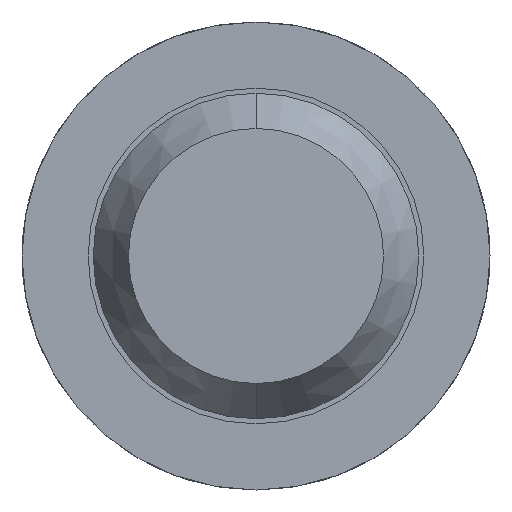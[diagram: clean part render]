
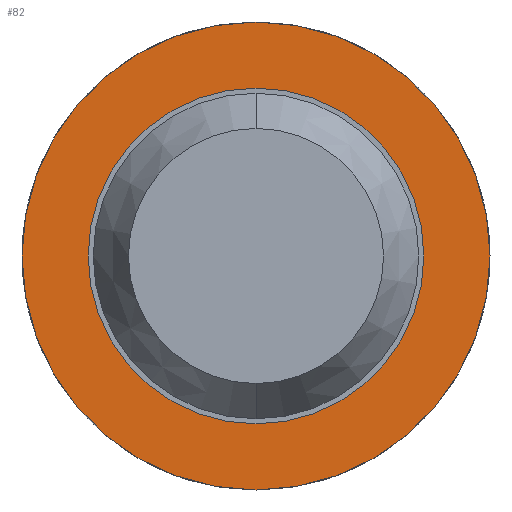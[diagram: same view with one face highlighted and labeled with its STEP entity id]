
A CAD part, front view. The second image highlights one B-rep face of the part: STEP entity #82.
In plain terms, the highlighted planar face has unit normal (0, -1, 0).
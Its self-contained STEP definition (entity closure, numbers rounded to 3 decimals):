
#52 = AXIS2_PLACEMENT_3D ( 'NONE', #2027, #4411, #4345 ) ;
#82 = ADVANCED_FACE ( 'Defeature ausgef�hrt2_8', ( #4270, #4140 ), #2789, .F. ) ;
#106 = CIRCLE ( 'NONE', #1469, 0.825 ) ;
#354 = CIRCLE ( 'NONE', #4125, 1.15 ) ;
#361 = CARTESIAN_POINT ( 'NONE',  ( 0., -1.7, 0. ) ) ;
#390 = CARTESIAN_POINT ( 'NONE',  ( 0., -1.7, -1.15 ) ) ;
#725 = CARTESIAN_POINT ( 'NONE',  ( 0., -1.7, 0. ) ) ;
#744 = ORIENTED_EDGE ( 'NONE', *, *, #4194, .F. ) ;
#1110 = DIRECTION ( 'NONE',  ( 0., 1., 0. ) ) ;
#1263 = ORIENTED_EDGE ( 'NONE', *, *, #4053, .T. ) ;
#1418 = CARTESIAN_POINT ( 'NONE',  ( 0., -1.7, 0. ) ) ;
#1469 = AXIS2_PLACEMENT_3D ( 'NONE', #1418, #2254, #1837 ) ;
#1603 = AXIS2_PLACEMENT_3D ( 'NONE', #1877, #1110, #3806 ) ;
#1837 = DIRECTION ( 'NONE',  ( 0., 0., 1. ) ) ;
#1877 = CARTESIAN_POINT ( 'NONE',  ( 0., -1.7, 0. ) ) ;
#1975 = VERTEX_POINT ( 'NONE', #2611 ) ;
#2027 = CARTESIAN_POINT ( 'NONE',  ( 0.825, -1.7, 0. ) ) ;
#2254 = DIRECTION ( 'NONE',  ( 0., 1., 0. ) ) ;
#2611 = CARTESIAN_POINT ( 'NONE',  ( 0., -1.7, 1.15 ) ) ;
#2704 = CIRCLE ( 'NONE', #1603, 1.15 ) ;
#2789 = PLANE ( 'NONE',  #52 ) ;
#3381 = CARTESIAN_POINT ( 'NONE',  ( 0., -1.7, 0.825 ) ) ;
#3450 = DIRECTION ( 'NONE',  ( 0., 1., 0. ) ) ;
#3474 = CARTESIAN_POINT ( 'NONE',  ( 0., -1.7, -0.825 ) ) ;
#3558 = VERTEX_POINT ( 'NONE', #390 ) ;
#3735 = EDGE_LOOP ( 'NONE', ( #4321, #744 ) ) ;
#3806 = DIRECTION ( 'NONE',  ( 0., 0., 1. ) ) ;
#3829 = DIRECTION ( 'NONE',  ( 0., 0., 1. ) ) ;
#4053 = EDGE_CURVE ( 'Defeature ausgef�hrt2_8+Defeature ausgef�hrt2_7+Defeature ausgef�hrt2_7+Defeature ausgef�hrt2_7', #4684, #4740, #4191, .T. ) ;
#4125 = AXIS2_PLACEMENT_3D ( 'NONE', #361, #4577, #3829 ) ;
#4140 = FACE_BOUND ( 'NONE', #4232, .T. ) ;
#4191 = CIRCLE ( 'NONE', #4922, 0.825 ) ;
#4194 = EDGE_CURVE ( 'Defeature ausgef�hrt2_4+Defeature ausgef�hrt2_8+Defeature ausgef�hrt2_8+Defeature ausgef�hrt2_8', #3558, #1975, #354, .T. ) ;
#4232 = EDGE_LOOP ( 'NONE', ( #1263, #5060 ) ) ;
#4270 = FACE_OUTER_BOUND ( 'NONE', #3735, .T. ) ;
#4321 = ORIENTED_EDGE ( 'NONE', *, *, #4730, .F. ) ;
#4345 = DIRECTION ( 'NONE',  ( 0., 0., 1. ) ) ;
#4411 = DIRECTION ( 'NONE',  ( 0., 1., 0. ) ) ;
#4577 = DIRECTION ( 'NONE',  ( 0., 1., 0. ) ) ;
#4681 = DIRECTION ( 'NONE',  ( 0., 0., 1. ) ) ;
#4684 = VERTEX_POINT ( 'NONE', #3381 ) ;
#4730 = EDGE_CURVE ( 'Defeature ausgef�hrt2_4+Defeature ausgef�hrt2_8+Defeature ausgef�hrt2_8+Defeature ausgef�hrt2_8', #1975, #3558, #2704, .T. ) ;
#4740 = VERTEX_POINT ( 'NONE', #3474 ) ;
#4922 = AXIS2_PLACEMENT_3D ( 'NONE', #725, #3450, #4681 ) ;
#5040 = EDGE_CURVE ( 'Defeature ausgef�hrt2_8+Defeature ausgef�hrt2_7+Defeature ausgef�hrt2_7+Defeature ausgef�hrt2_7', #4740, #4684, #106, .T. ) ;
#5060 = ORIENTED_EDGE ( 'NONE', *, *, #5040, .T. ) ;
